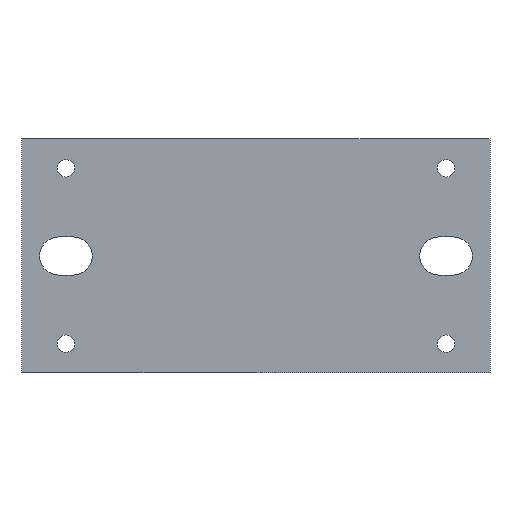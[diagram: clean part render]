
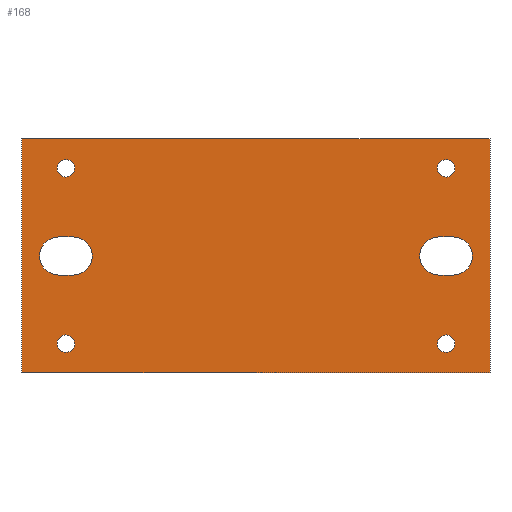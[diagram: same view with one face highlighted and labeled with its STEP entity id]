
A CAD part, front view. The second image highlights one B-rep face of the part: STEP entity #168.
In plain terms, the highlighted planar face has unit normal (0, -1, 0).
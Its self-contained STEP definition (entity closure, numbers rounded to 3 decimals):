
#168=ADVANCED_FACE('',(#372,#373,#374,#375,#376,#377,#378),#379,.F.);
#372=FACE_BOUND('',#584,.T.);
#373=FACE_BOUND('',#585,.T.);
#374=FACE_BOUND('',#586,.T.);
#375=FACE_BOUND('',#587,.T.);
#376=FACE_BOUND('',#588,.T.);
#377=FACE_BOUND('',#589,.T.);
#378=FACE_OUTER_BOUND('',#590,.T.);
#379=PLANE('',#591);
#584=EDGE_LOOP('',(#1331,#1332));
#585=EDGE_LOOP('',(#1333,#1334));
#586=EDGE_LOOP('',(#1335,#1336));
#587=EDGE_LOOP('',(#1337,#1338));
#588=EDGE_LOOP('',(#1339,#1340,#1341,#1342,#1343,#1344));
#589=EDGE_LOOP('',(#1345,#1346,#1347,#1348,#1349,#1350));
#590=EDGE_LOOP('',(#1351,#1352,#1353,#1354));
#591=AXIS2_PLACEMENT_3D('',#1355,#1356,#1357);
#1331=ORIENTED_EDGE('',*,*,#1449,.T.);
#1332=ORIENTED_EDGE('',*,*,#1448,.T.);
#1333=ORIENTED_EDGE('',*,*,#1451,.T.);
#1334=ORIENTED_EDGE('',*,*,#1444,.T.);
#1335=ORIENTED_EDGE('',*,*,#1453,.T.);
#1336=ORIENTED_EDGE('',*,*,#1440,.T.);
#1337=ORIENTED_EDGE('',*,*,#1455,.T.);
#1338=ORIENTED_EDGE('',*,*,#1436,.T.);
#1339=ORIENTED_EDGE('',*,*,#1462,.T.);
#1340=ORIENTED_EDGE('',*,*,#1428,.T.);
#1341=ORIENTED_EDGE('',*,*,#1461,.T.);
#1342=ORIENTED_EDGE('',*,*,#1430,.T.);
#1343=ORIENTED_EDGE('',*,*,#1459,.T.);
#1344=ORIENTED_EDGE('',*,*,#1466,.T.);
#1345=ORIENTED_EDGE('',*,*,#1472,.T.);
#1346=ORIENTED_EDGE('',*,*,#1420,.T.);
#1347=ORIENTED_EDGE('',*,*,#1471,.T.);
#1348=ORIENTED_EDGE('',*,*,#1422,.T.);
#1349=ORIENTED_EDGE('',*,*,#1469,.T.);
#1350=ORIENTED_EDGE('',*,*,#1476,.T.);
#1351=ORIENTED_EDGE('',*,*,#1614,.T.);
#1352=ORIENTED_EDGE('',*,*,#1612,.F.);
#1353=ORIENTED_EDGE('',*,*,#1615,.F.);
#1354=ORIENTED_EDGE('',*,*,#1610,.F.);
#1355=CARTESIAN_POINT('',(65.0,0.0,0.0));
#1356=DIRECTION('',(0.0,1.0,0.0));
#1357=DIRECTION('',(0.0,0.0,1.0));
#1420=EDGE_CURVE('',#1702,#1706,#1708,.T.);
#1422=EDGE_CURVE('',#1712,#1709,#1713,.T.);
#1428=EDGE_CURVE('',#1718,#1722,#1724,.T.);
#1430=EDGE_CURVE('',#1728,#1725,#1729,.T.);
#1436=EDGE_CURVE('',#1734,#1738,#1740,.T.);
#1440=EDGE_CURVE('',#1742,#1746,#1748,.T.);
#1444=EDGE_CURVE('',#1750,#1754,#1756,.T.);
#1448=EDGE_CURVE('',#1758,#1762,#1764,.T.);
#1449=EDGE_CURVE('',#1762,#1758,#1765,.T.);
#1451=EDGE_CURVE('',#1754,#1750,#1767,.T.);
#1453=EDGE_CURVE('',#1746,#1742,#1769,.T.);
#1455=EDGE_CURVE('',#1738,#1734,#1771,.T.);
#1459=EDGE_CURVE('',#1725,#1775,#1777,.T.);
#1461=EDGE_CURVE('',#1722,#1728,#1779,.T.);
#1462=EDGE_CURVE('',#1780,#1718,#1781,.T.);
#1466=EDGE_CURVE('',#1775,#1780,#1786,.T.);
#1469=EDGE_CURVE('',#1709,#1789,#1791,.T.);
#1471=EDGE_CURVE('',#1706,#1712,#1793,.T.);
#1472=EDGE_CURVE('',#1794,#1702,#1795,.T.);
#1476=EDGE_CURVE('',#1789,#1794,#1800,.T.);
#1610=EDGE_CURVE('',#2004,#2002,#2006,.T.);
#1612=EDGE_CURVE('',#2007,#2009,#2010,.T.);
#1614=EDGE_CURVE('',#2004,#2009,#2012,.T.);
#1615=EDGE_CURVE('',#2002,#2007,#2013,.T.);
#1702=VERTEX_POINT('',#2186);
#1706=VERTEX_POINT('',#2191);
#1708=CIRCLE('',#2194,6.5);
#1709=VERTEX_POINT('',#2195);
#1712=VERTEX_POINT('',#2199);
#1713=CIRCLE('',#2200,6.5);
#1718=VERTEX_POINT('',#2206);
#1722=VERTEX_POINT('',#2211);
#1724=CIRCLE('',#2214,6.5);
#1725=VERTEX_POINT('',#2215);
#1728=VERTEX_POINT('',#2219);
#1729=CIRCLE('',#2220,6.5);
#1734=VERTEX_POINT('',#2226);
#1738=VERTEX_POINT('',#2231);
#1740=CIRCLE('',#2234,3.0);
#1742=VERTEX_POINT('',#2236);
#1746=VERTEX_POINT('',#2241);
#1748=CIRCLE('',#2244,3.0);
#1750=VERTEX_POINT('',#2246);
#1754=VERTEX_POINT('',#2251);
#1756=CIRCLE('',#2254,3.0);
#1758=VERTEX_POINT('',#2256);
#1762=VERTEX_POINT('',#2261);
#1764=CIRCLE('',#2264,3.0);
#1765=CIRCLE('',#2265,3.0);
#1767=CIRCLE('',#2267,3.0);
#1769=CIRCLE('',#2269,3.0);
#1771=CIRCLE('',#2271,3.0);
#1775=VERTEX_POINT('',#2275);
#1777=CIRCLE('',#2278,6.5);
#1779=LINE('',#2281,#2282);
#1780=VERTEX_POINT('',#2283);
#1781=CIRCLE('',#2284,6.5);
#1786=LINE('',#2291,#2292);
#1789=VERTEX_POINT('',#2295);
#1791=CIRCLE('',#2298,6.5);
#1793=LINE('',#2301,#2302);
#1794=VERTEX_POINT('',#2303);
#1795=CIRCLE('',#2304,6.5);
#1800=LINE('',#2311,#2312);
#2002=VERTEX_POINT('',#2902);
#2004=VERTEX_POINT('',#2905);
#2006=LINE('',#2908,#2909);
#2007=VERTEX_POINT('',#2910);
#2009=VERTEX_POINT('',#2913);
#2010=LINE('',#2914,#2915);
#2012=LINE('',#2918,#2919);
#2013=LINE('',#2920,#2921);
#2186=CARTESIAN_POINT('',(9.0,0.0,0.));
#2191=CARTESIAN_POINT('',(2.5,0.0,-6.5));
#2194=AXIS2_PLACEMENT_3D('',#3004,#3005,#3006);
#2195=CARTESIAN_POINT('',(-9.0,0.0,0.));
#2199=CARTESIAN_POINT('',(-2.5,0.0,-6.5));
#2200=AXIS2_PLACEMENT_3D('',#3008,#3009,#3010);
#2206=CARTESIAN_POINT('',(139.0,0.0,0.));
#2211=CARTESIAN_POINT('',(132.5,0.0,-6.5));
#2214=AXIS2_PLACEMENT_3D('',#3020,#3021,#3022);
#2215=CARTESIAN_POINT('',(121.0,0.0,0.));
#2219=CARTESIAN_POINT('',(127.5,0.0,-6.5));
#2220=AXIS2_PLACEMENT_3D('',#3024,#3025,#3026);
#2226=CARTESIAN_POINT('',(3.0,0.0,-30.0));
#2231=CARTESIAN_POINT('',(-3.0,0.0,-30.0));
#2234=AXIS2_PLACEMENT_3D('',#3036,#3037,#3038);
#2236=CARTESIAN_POINT('',(3.0,0.0,30.0));
#2241=CARTESIAN_POINT('',(-3.0,0.0,30.0));
#2244=AXIS2_PLACEMENT_3D('',#3044,#3045,#3046);
#2246=CARTESIAN_POINT('',(133.0,0.0,-30.0));
#2251=CARTESIAN_POINT('',(127.0,0.0,-30.0));
#2254=AXIS2_PLACEMENT_3D('',#3052,#3053,#3054);
#2256=CARTESIAN_POINT('',(133.0,0.0,30.0));
#2261=CARTESIAN_POINT('',(127.0,0.0,30.0));
#2264=AXIS2_PLACEMENT_3D('',#3060,#3061,#3062);
#2265=AXIS2_PLACEMENT_3D('',#3063,#3064,#3065);
#2267=AXIS2_PLACEMENT_3D('',#3069,#3070,#3071);
#2269=AXIS2_PLACEMENT_3D('',#3075,#3076,#3077);
#2271=AXIS2_PLACEMENT_3D('',#3081,#3082,#3083);
#2275=CARTESIAN_POINT('',(127.5,0.0,6.5));
#2278=AXIS2_PLACEMENT_3D('',#3091,#3092,#3093);
#2281=CARTESIAN_POINT('',(97.5,0.0,-6.5));
#2282=VECTOR('',#3095,1.0);
#2283=CARTESIAN_POINT('',(132.5,0.0,6.5));
#2284=AXIS2_PLACEMENT_3D('',#3096,#3097,#3098);
#2291=CARTESIAN_POINT('',(97.5,0.0,6.5));
#2292=VECTOR('',#3104,1.0);
#2295=CARTESIAN_POINT('',(-2.5,0.0,6.5));
#2298=AXIS2_PLACEMENT_3D('',#3109,#3110,#3111);
#2301=CARTESIAN_POINT('',(32.5,0.0,-6.5));
#2302=VECTOR('',#3113,1.0);
#2303=CARTESIAN_POINT('',(2.5,0.0,6.5));
#2304=AXIS2_PLACEMENT_3D('',#3114,#3115,#3116);
#2311=CARTESIAN_POINT('',(32.5,0.0,6.5));
#2312=VECTOR('',#3122,1.0);
#2902=CARTESIAN_POINT('',(145.0,0.0,40.0));
#2905=CARTESIAN_POINT('',(-15.0,0.0,40.0));
#2908=CARTESIAN_POINT('',(65.0,0.0,40.0));
#2909=VECTOR('',#3312,1.0);
#2910=CARTESIAN_POINT('',(145.0,0.0,-40.0));
#2913=CARTESIAN_POINT('',(-15.0,0.0,-40.0));
#2914=CARTESIAN_POINT('',(65.0,0.0,-40.0));
#2915=VECTOR('',#3314,1.0);
#2918=CARTESIAN_POINT('',(-15.0,0.0,0.0));
#2919=VECTOR('',#3316,1.0);
#2920=CARTESIAN_POINT('',(145.0,0.0,0.0));
#2921=VECTOR('',#3317,1.0);
#3004=CARTESIAN_POINT('',(2.5,0.0,0.0));
#3005=DIRECTION('',(-0.0,1.0,0.0));
#3006=DIRECTION('',(1.0,0.0,0.0));
#3008=CARTESIAN_POINT('',(-2.5,0.0,0.0));
#3009=DIRECTION('',(-0.0,1.0,0.0));
#3010=DIRECTION('',(1.0,0.0,0.0));
#3020=CARTESIAN_POINT('',(132.5,0.0,0.0));
#3021=DIRECTION('',(-0.0,1.0,0.0));
#3022=DIRECTION('',(1.0,0.0,0.0));
#3024=CARTESIAN_POINT('',(127.5,0.0,0.0));
#3025=DIRECTION('',(-0.0,1.0,0.0));
#3026=DIRECTION('',(1.0,0.0,0.0));
#3036=CARTESIAN_POINT('',(0.0,0.0,-30.0));
#3037=DIRECTION('',(-0.0,1.0,0.0));
#3038=DIRECTION('',(1.0,0.0,0.0));
#3044=CARTESIAN_POINT('',(0.0,0.0,30.0));
#3045=DIRECTION('',(-0.0,1.0,0.0));
#3046=DIRECTION('',(1.0,0.0,0.0));
#3052=CARTESIAN_POINT('',(130.0,0.0,-30.0));
#3053=DIRECTION('',(-0.0,1.0,0.0));
#3054=DIRECTION('',(1.0,0.0,0.0));
#3060=CARTESIAN_POINT('',(130.0,0.0,30.0));
#3061=DIRECTION('',(-0.0,1.0,0.0));
#3062=DIRECTION('',(1.0,0.0,0.0));
#3063=CARTESIAN_POINT('',(130.0,0.0,30.0));
#3064=DIRECTION('',(-0.0,1.0,0.0));
#3065=DIRECTION('',(1.0,0.0,0.0));
#3069=CARTESIAN_POINT('',(130.0,0.0,-30.0));
#3070=DIRECTION('',(-0.0,1.0,0.0));
#3071=DIRECTION('',(1.0,0.0,0.0));
#3075=CARTESIAN_POINT('',(0.0,0.0,30.0));
#3076=DIRECTION('',(-0.0,1.0,0.0));
#3077=DIRECTION('',(1.0,0.0,0.0));
#3081=CARTESIAN_POINT('',(0.0,0.0,-30.0));
#3082=DIRECTION('',(-0.0,1.0,0.0));
#3083=DIRECTION('',(1.0,0.0,0.0));
#3091=CARTESIAN_POINT('',(127.5,0.0,0.0));
#3092=DIRECTION('',(-0.0,1.0,0.0));
#3093=DIRECTION('',(1.0,0.0,0.0));
#3095=DIRECTION('',(-1.0,0.0,0.0));
#3096=CARTESIAN_POINT('',(132.5,0.0,0.0));
#3097=DIRECTION('',(-0.0,1.0,0.0));
#3098=DIRECTION('',(1.0,0.0,0.0));
#3104=DIRECTION('',(1.0,0.0,0.0));
#3109=CARTESIAN_POINT('',(-2.5,0.0,0.0));
#3110=DIRECTION('',(-0.0,1.0,0.0));
#3111=DIRECTION('',(1.0,0.0,0.0));
#3113=DIRECTION('',(-1.0,0.0,0.0));
#3114=CARTESIAN_POINT('',(2.5,0.0,0.0));
#3115=DIRECTION('',(-0.0,1.0,0.0));
#3116=DIRECTION('',(1.0,0.0,0.0));
#3122=DIRECTION('',(1.0,0.0,0.0));
#3312=DIRECTION('',(1.0,0.0,0.0));
#3314=DIRECTION('',(-1.0,0.0,0.0));
#3316=DIRECTION('',(0.0,0.0,-1.0));
#3317=DIRECTION('',(0.0,0.0,-1.0));
